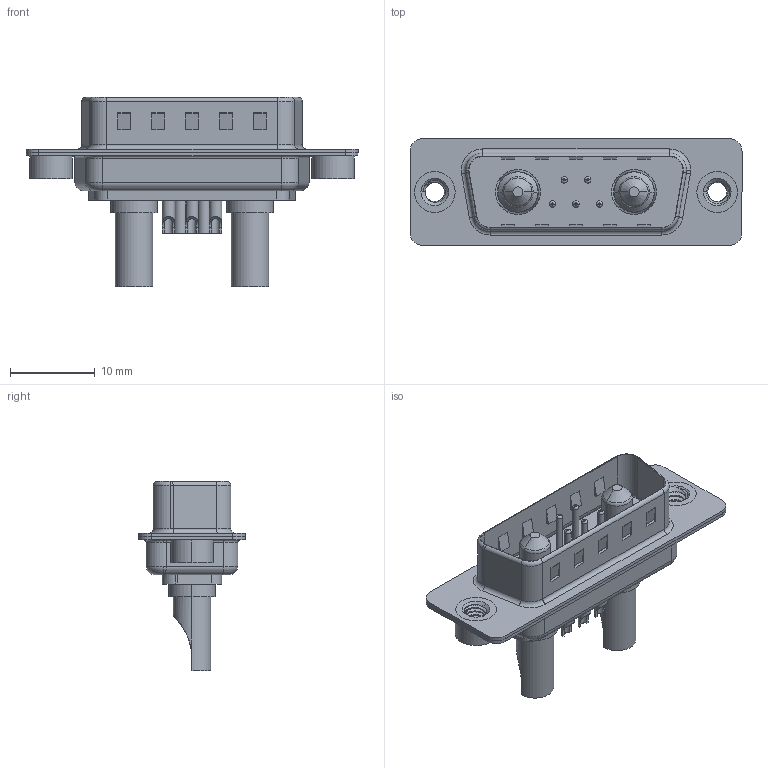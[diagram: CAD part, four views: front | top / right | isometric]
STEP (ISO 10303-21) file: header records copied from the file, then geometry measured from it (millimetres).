
FILE_DESCRIPTION (( 'STEP AP203' ), '1' );
FILE_NAME ('627-7W2-622-3TA.STEP', '2019-05-25T06:35:34', ( '' ), ( '' ), 'SwSTEP 2.0', 'SolidWorks 2016', '' );
FILE_SCHEMA (( 'CONFIG_CONTROL_DESIGN' ));
Length unit declared in the file: millimetre
Products named in the file (9): 627Combo Shell Rear_15 Contacts; 627Combo Shell Front_15 Contacts; 627Combo Threaded Rivet_A; Power Pin_30A SC; 627Combo Threaded Rivet_2; 627Combo Contact Row 1_22; 627Combo Contact Row 2_22; 627-7W2-622-3TA; 627Combo Housing_7W2
Assembly tree (12 placements, depth 2):
  627-7W2-622-3TA
    627Combo Housing_7W2
    627Combo Shell Rear_15 Contacts
    627Combo Shell Front_15 Contacts
    627Combo Threaded Rivet_A
    Power Pin_30A SC  x2
    627Combo Threaded Rivet_2
    627Combo Contact Row 1_22  x2
    627Combo Contact Row 2_22  x3
Bounding box: 39.15 x 12.6 x 22.3 mm (x, y, z)
Volume: 2037 mm3; surface area: 4999.6 mm2
Topology: 14 solids, 14 shells, 616 faces, 1478 edges, 913 vertices
Faces by surface type: cylinder 258, plane 210, torus 104, cone 34, bspline 10
Entity records: 18674 total; most frequent: CARTESIAN_POINT 5952, DIRECTION 2558, ORIENTED_EDGE 2364, EDGE_CURVE 1182, AXIS2_PLACEMENT_3D 988, VERTEX_POINT 743, LINE 582, VECTOR 582
